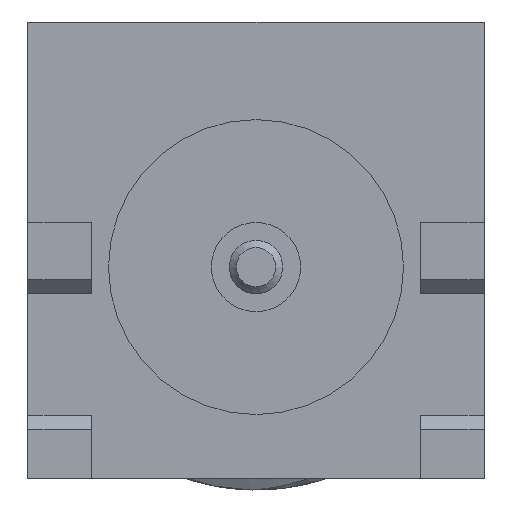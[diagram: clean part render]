
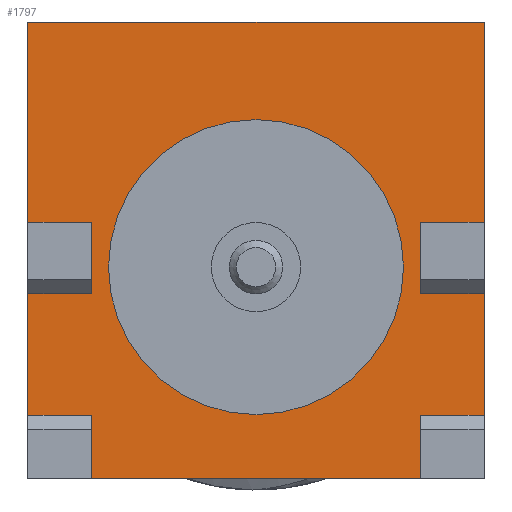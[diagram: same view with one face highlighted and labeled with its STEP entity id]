
A CAD part, left-side view. The second image highlights one B-rep face of the part: STEP entity #1797.
In plain terms, the highlighted planar face has unit normal (-1, 0, 0).
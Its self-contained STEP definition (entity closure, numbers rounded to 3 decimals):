
#71=FACE_BOUND('',#255,.T.);
#95=PLANE('',#1923);
#143=FACE_OUTER_BOUND('',#254,.T.);
#254=EDGE_LOOP('',(#1355,#1356,#1357,#1358,#1359,#1360,#1361,#1362,#1363,
#1364,#1365,#1366,#1367,#1368,#1369,#1370));
#255=EDGE_LOOP('',(#1371));
#349=CIRCLE('',#1924,2.1);
#491=LINE('',#4346,#631);
#496=LINE('',#4356,#636);
#504=LINE('',#4371,#644);
#509=LINE('',#4382,#649);
#513=LINE('',#4389,#653);
#518=LINE('',#4400,#658);
#519=LINE('',#4402,#659);
#525=LINE('',#4415,#665);
#530=LINE('',#4424,#670);
#533=LINE('',#4430,#673);
#539=LINE('',#4442,#679);
#542=LINE('',#4449,#682);
#543=LINE('',#4452,#683);
#544=LINE('',#4454,#684);
#545=LINE('',#4455,#685);
#546=LINE('',#4456,#686);
#631=VECTOR('',#2042,10.);
#636=VECTOR('',#2047,10.);
#644=VECTOR('',#2057,1.);
#649=VECTOR('',#2068,10.);
#653=VECTOR('',#2074,10.);
#658=VECTOR('',#2081,10.);
#659=VECTOR('',#2084,10.);
#665=VECTOR('',#2092,10.);
#670=VECTOR('',#2097,10.);
#673=VECTOR('',#2102,1.);
#679=VECTOR('',#2114,10.);
#682=VECTOR('',#2123,10.);
#683=VECTOR('',#2126,1.);
#684=VECTOR('',#2127,10.);
#685=VECTOR('',#2128,10.);
#686=VECTOR('',#2129,1.);
#805=VERTEX_POINT('',#4342);
#807=VERTEX_POINT('',#4345);
#811=VERTEX_POINT('',#4353);
#812=VERTEX_POINT('',#4355);
#818=VERTEX_POINT('',#4369);
#821=VERTEX_POINT('',#4381);
#823=VERTEX_POINT('',#4387);
#824=VERTEX_POINT('',#4391);
#828=VERTEX_POINT('',#4398);
#833=VERTEX_POINT('',#4412);
#834=VERTEX_POINT('',#4414);
#838=VERTEX_POINT('',#4422);
#840=VERTEX_POINT('',#4428);
#843=VERTEX_POINT('',#4441);
#845=VERTEX_POINT('',#4451);
#846=VERTEX_POINT('',#4453);
#847=VERTEX_POINT('',#4457);
#990=EDGE_CURVE('',#807,#805,#491,.T.);
#995=EDGE_CURVE('',#812,#811,#496,.T.);
#1003=EDGE_CURVE('',#811,#818,#504,.T.);
#1008=EDGE_CURVE('',#821,#807,#509,.T.);
#1012=EDGE_CURVE('',#805,#823,#513,.T.);
#1017=EDGE_CURVE('',#824,#828,#518,.T.);
#1018=EDGE_CURVE('',#818,#821,#519,.T.);
#1024=EDGE_CURVE('',#834,#833,#525,.T.);
#1029=EDGE_CURVE('',#823,#838,#530,.T.);
#1032=EDGE_CURVE('',#833,#840,#533,.T.);
#1038=EDGE_CURVE('',#843,#824,#539,.T.);
#1042=EDGE_CURVE('',#840,#843,#542,.T.);
#1043=EDGE_CURVE('',#838,#845,#543,.T.);
#1044=EDGE_CURVE('',#845,#846,#544,.T.);
#1045=EDGE_CURVE('',#846,#834,#545,.T.);
#1046=EDGE_CURVE('',#828,#812,#546,.T.);
#1047=EDGE_CURVE('',#847,#847,#349,.T.);
#1355=ORIENTED_EDGE('',*,*,#995,.T.);
#1356=ORIENTED_EDGE('',*,*,#1003,.T.);
#1357=ORIENTED_EDGE('',*,*,#1018,.T.);
#1358=ORIENTED_EDGE('',*,*,#1008,.T.);
#1359=ORIENTED_EDGE('',*,*,#990,.T.);
#1360=ORIENTED_EDGE('',*,*,#1012,.T.);
#1361=ORIENTED_EDGE('',*,*,#1029,.T.);
#1362=ORIENTED_EDGE('',*,*,#1043,.T.);
#1363=ORIENTED_EDGE('',*,*,#1044,.T.);
#1364=ORIENTED_EDGE('',*,*,#1045,.T.);
#1365=ORIENTED_EDGE('',*,*,#1024,.T.);
#1366=ORIENTED_EDGE('',*,*,#1032,.T.);
#1367=ORIENTED_EDGE('',*,*,#1042,.T.);
#1368=ORIENTED_EDGE('',*,*,#1038,.T.);
#1369=ORIENTED_EDGE('',*,*,#1017,.T.);
#1370=ORIENTED_EDGE('',*,*,#1046,.T.);
#1371=ORIENTED_EDGE('',*,*,#1047,.F.);
#1797=ADVANCED_FACE('',(#143,#71),#95,.F.);
#1923=AXIS2_PLACEMENT_3D('',#4450,#2124,#2125);
#1924=AXIS2_PLACEMENT_3D('',#4458,#2130,#2131);
#2042=DIRECTION('',(0.,0.,1.));
#2047=DIRECTION('',(0.,0.,1.));
#2057=DIRECTION('',(0.,1.,0.));
#2068=DIRECTION('',(0.,-1.,0.));
#2074=DIRECTION('',(0.,1.,0.));
#2081=DIRECTION('',(0.,0.,1.));
#2084=DIRECTION('',(0.,0.,1.));
#2092=DIRECTION('',(0.,0.,-1.));
#2097=DIRECTION('',(0.,0.,-1.));
#2102=DIRECTION('',(0.,-1.,0.));
#2114=DIRECTION('',(0.,-1.,0.));
#2123=DIRECTION('',(0.,0.,-1.));
#2124=DIRECTION('center_axis',(1.,0.,0.));
#2125=DIRECTION('ref_axis',(0.,0.,1.));
#2126=DIRECTION('',(0.,-1.,0.));
#2127=DIRECTION('',(0.,0.,-1.));
#2128=DIRECTION('',(0.,1.,0.));
#2129=DIRECTION('',(0.,-1.,0.));
#2130=DIRECTION('center_axis',(-1.,0.,0.));
#2131=DIRECTION('ref_axis',(0.,-1.,0.));
#4342=CARTESIAN_POINT('',(2.54,-3.25,3.87));
#4345=CARTESIAN_POINT('',(2.54,-3.25,1.02));
#4346=CARTESIAN_POINT('',(2.54,-3.25,2.415));
#4353=CARTESIAN_POINT('',(2.54,-3.25,0.));
#4355=CARTESIAN_POINT('',(2.54,-3.25,-1.73));
#4356=CARTESIAN_POINT('',(2.54,-3.25,2.415));
#4369=CARTESIAN_POINT('',(2.54,-2.34,0.));
#4371=CARTESIAN_POINT('',(2.54,-4.76,0.));
#4381=CARTESIAN_POINT('',(2.54,-2.34,1.02));
#4382=CARTESIAN_POINT('',(2.54,-1.87,1.02));
#4387=CARTESIAN_POINT('',(2.54,3.25,3.87));
#4389=CARTESIAN_POINT('',(2.54,2.38,3.87));
#4391=CARTESIAN_POINT('',(2.54,-2.34,-2.63));
#4398=CARTESIAN_POINT('',(2.54,-2.34,-1.73));
#4400=CARTESIAN_POINT('',(2.54,-2.34,-1.545));
#4402=CARTESIAN_POINT('',(2.54,-2.34,0.245));
#4412=CARTESIAN_POINT('',(2.54,3.25,-1.73));
#4414=CARTESIAN_POINT('',(2.54,3.25,0.));
#4415=CARTESIAN_POINT('',(2.54,3.25,-1.545));
#4422=CARTESIAN_POINT('',(2.54,3.25,1.02));
#4424=CARTESIAN_POINT('',(2.54,3.25,-1.545));
#4428=CARTESIAN_POINT('',(2.54,2.34,-1.73));
#4430=CARTESIAN_POINT('',(2.54,4.76,-1.73));
#4441=CARTESIAN_POINT('',(2.54,2.34,-2.63));
#4442=CARTESIAN_POINT('',(2.54,-2.38,-2.63));
#4449=CARTESIAN_POINT('',(2.54,2.34,-0.62));
#4450=CARTESIAN_POINT('Origin',(2.54,0.,0.49));
#4451=CARTESIAN_POINT('',(2.54,2.34,1.02));
#4452=CARTESIAN_POINT('',(2.54,4.76,1.02));
#4453=CARTESIAN_POINT('',(2.54,2.34,0.));
#4454=CARTESIAN_POINT('',(2.54,2.34,0.755));
#4455=CARTESIAN_POINT('',(2.54,1.87,0.));
#4456=CARTESIAN_POINT('',(2.54,-3.74,-1.73));
#4457=CARTESIAN_POINT('',(2.54,2.1,0.38));
#4458=CARTESIAN_POINT('Origin',(2.54,0.,0.38));
